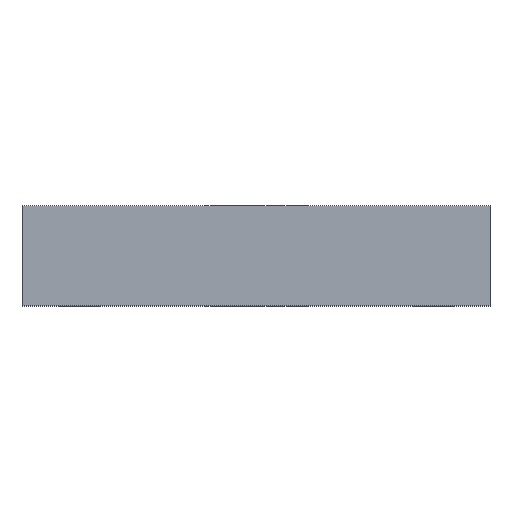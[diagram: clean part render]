
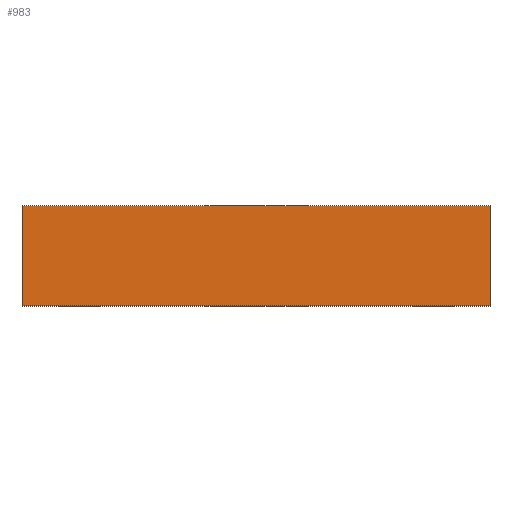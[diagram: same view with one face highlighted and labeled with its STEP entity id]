
A CAD part, top view. The second image highlights one B-rep face of the part: STEP entity #983.
In plain terms, the highlighted planar face has unit normal (0, 0, 1).
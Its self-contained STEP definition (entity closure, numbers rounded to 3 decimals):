
#115 = VECTOR ( 'NONE', #11861, 1000. ) ;
#703 = VECTOR ( 'NONE', #5250, 1000. ) ;
#947 = FACE_OUTER_BOUND ( 'NONE', #3844, .T. ) ;
#983 = ADVANCED_FACE ( 'NONE', ( #947 ), #8427, .T. ) ;
#1042 = AXIS2_PLACEMENT_3D ( 'NONE', #7240, #7429, #9167 ) ;
#1276 = EDGE_CURVE ( 'NONE', #2113, #10113, #5167, .T. ) ;
#1730 = CARTESIAN_POINT ( 'NONE',  ( -7.25, 1.55, 10.4 ) ) ;
#1891 = CARTESIAN_POINT ( 'NONE',  ( 7.25, -1.55, 10.4 ) ) ;
#2113 = VERTEX_POINT ( 'NONE', #1891 ) ;
#2846 = LINE ( 'NONE', #11012, #4848 ) ;
#3252 = ORIENTED_EDGE ( 'NONE', *, *, #9677, .T. ) ;
#3406 = CARTESIAN_POINT ( 'NONE',  ( 7.25, 1.55, 10.4 ) ) ;
#3844 = EDGE_LOOP ( 'NONE', ( #6248, #3252, #5280, #7773 ) ) ;
#4848 = VECTOR ( 'NONE', #9915, 1000. ) ;
#5167 = LINE ( 'NONE', #9352, #703 ) ;
#5250 = DIRECTION ( 'NONE',  ( 0., 1., 0. ) ) ;
#5280 = ORIENTED_EDGE ( 'NONE', *, *, #7764, .T. ) ;
#6248 = ORIENTED_EDGE ( 'NONE', *, *, #1276, .T. ) ;
#7005 = DIRECTION ( 'NONE',  ( 0., -1., 0. ) ) ;
#7240 = CARTESIAN_POINT ( 'NONE',  ( 0., 0., 10.4 ) ) ;
#7429 = DIRECTION ( 'NONE',  ( 0., 0., 1. ) ) ;
#7764 = EDGE_CURVE ( 'NONE', #8711, #11076, #7987, .T. ) ;
#7773 = ORIENTED_EDGE ( 'NONE', *, *, #9418, .T. ) ;
#7987 = LINE ( 'NONE', #1730, #8236 ) ;
#8236 = VECTOR ( 'NONE', #7005, 1000. ) ;
#8427 = PLANE ( 'NONE',  #1042 ) ;
#8711 = VERTEX_POINT ( 'NONE', #10198 ) ;
#9167 = DIRECTION ( 'NONE',  ( 1., 0., 0. ) ) ;
#9352 = CARTESIAN_POINT ( 'NONE',  ( 7.25, 1.55, 10.4 ) ) ;
#9418 = EDGE_CURVE ( 'NONE', #11076, #2113, #2846, .T. ) ;
#9677 = EDGE_CURVE ( 'NONE', #10113, #8711, #12689, .T. ) ;
#9915 = DIRECTION ( 'NONE',  ( 1., 0., 0. ) ) ;
#10113 = VERTEX_POINT ( 'NONE', #3406 ) ;
#10198 = CARTESIAN_POINT ( 'NONE',  ( -7.25, 1.55, 10.4 ) ) ;
#10320 = CARTESIAN_POINT ( 'NONE',  ( -7.25, -1.55, 10.4 ) ) ;
#11012 = CARTESIAN_POINT ( 'NONE',  ( -7.25, -1.55, 10.4 ) ) ;
#11076 = VERTEX_POINT ( 'NONE', #10320 ) ;
#11793 = CARTESIAN_POINT ( 'NONE',  ( -7.25, 1.55, 10.4 ) ) ;
#11861 = DIRECTION ( 'NONE',  ( -1., 0., 0. ) ) ;
#12689 = LINE ( 'NONE', #11793, #115 ) ;
